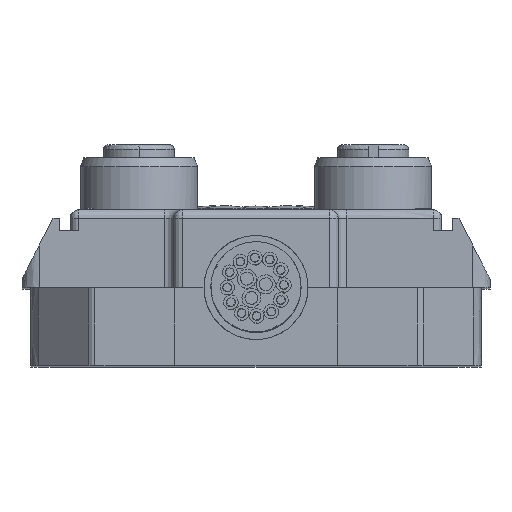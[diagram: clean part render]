
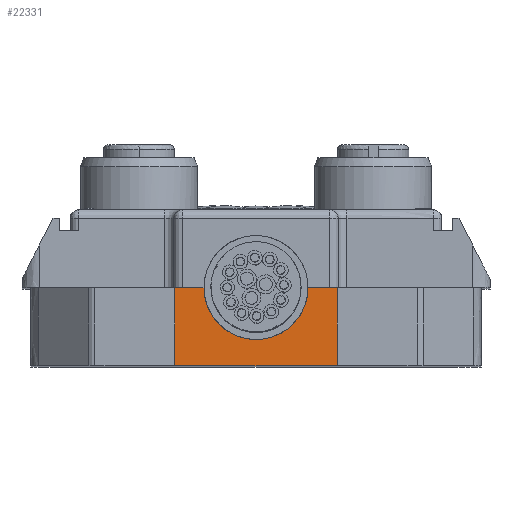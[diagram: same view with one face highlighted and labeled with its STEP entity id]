
A CAD part, top view. The second image highlights one B-rep face of the part: STEP entity #22331.
In plain terms, the highlighted free-form (B-spline) face has degree [1, 1] with [2, 2] control points.
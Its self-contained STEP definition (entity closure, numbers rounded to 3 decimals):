
#22279=CARTESIAN_POINT('',(-10.422,14.922,-25.05));
#22280=CARTESIAN_POINT('',(10.422,14.922,-25.05));
#22281=CARTESIAN_POINT('',(-10.422,-5.922,-25.05));
#22282=CARTESIAN_POINT('',(10.422,-5.922,-25.05));
#22283=B_SPLINE_SURFACE_WITH_KNOTS('',1,1,((#22279,#22280),(#22281,#22282)),.PLANE_SURF.,.F.,.F.,.U.,(2,2),(2,2),(0.,1.),(0.,1.),.UNSPECIFIED.);
#22284=CARTESIAN_POINT('',(-9.4,9.,-25.05));
#22285=VERTEX_POINT('',#22284);
#22286=CARTESIAN_POINT('',(-9.4,0.,-25.05));
#22287=VERTEX_POINT('',#22286);
#22288=CARTESIAN_POINT('',(-9.4,9.,-25.05));
#22289=CARTESIAN_POINT('',(-9.4,0.,-25.05));
#22290=B_SPLINE_CURVE_WITH_KNOTS('',1,(#22288,#22289),.POLYLINE_FORM.,.F.,.U.,(2,2),(0.,1.),.UNSPECIFIED.);
#22291=EDGE_CURVE('',#22285,#22287,#22290,.T.);
#22292=ORIENTED_EDGE('',*,*,#22291,.T.);
#22293=CARTESIAN_POINT('',(9.4,0.,-25.05));
#22294=VERTEX_POINT('',#22293);
#22295=CARTESIAN_POINT('',(-9.4,0.,-25.05));
#22296=CARTESIAN_POINT('',(9.4,0.,-25.05));
#22297=B_SPLINE_CURVE_WITH_KNOTS('',1,(#22295,#22296),.POLYLINE_FORM.,.F.,.U.,(2,2),(0.,1.),.UNSPECIFIED.);
#22298=EDGE_CURVE('',#22287,#22294,#22297,.T.);
#22299=ORIENTED_EDGE('',*,*,#22298,.T.);
#22300=CARTESIAN_POINT('',(9.4,9.,-25.05));
#22301=VERTEX_POINT('',#22300);
#22302=CARTESIAN_POINT('',(9.4,0.,-25.05));
#22303=CARTESIAN_POINT('',(9.4,9.,-25.05));
#22304=B_SPLINE_CURVE_WITH_KNOTS('',1,(#22302,#22303),.POLYLINE_FORM.,.F.,.U.,(2,2),(0.,1.),.UNSPECIFIED.);
#22305=EDGE_CURVE('',#22294,#22301,#22304,.T.);
#22306=ORIENTED_EDGE('',*,*,#22305,.T.);
#22307=CARTESIAN_POINT('',(6.,9.,-25.05));
#22308=VERTEX_POINT('',#22307);
#22309=CARTESIAN_POINT('',(9.4,9.,-25.05));
#22310=CARTESIAN_POINT('',(6.,9.,-25.05));
#22311=B_SPLINE_CURVE_WITH_KNOTS('',1,(#22309,#22310),.POLYLINE_FORM.,.F.,.U.,(2,2),(0.,1.),.UNSPECIFIED.);
#22312=EDGE_CURVE('',#22301,#22308,#22311,.T.);
#22313=ORIENTED_EDGE('',*,*,#22312,.T.);
#22314=CARTESIAN_POINT('',(-6.,9.,-25.05));
#22315=VERTEX_POINT('',#22314);
#22316=CARTESIAN_POINT('',(6.,9.,-25.05));
#22317=CARTESIAN_POINT('',(6.,3.,-25.05));
#22318=CARTESIAN_POINT('',(0.,3.,-25.05));
#22319=CARTESIAN_POINT('',(-6.,3.,-25.05));
#22320=CARTESIAN_POINT('',(-6.,9.,-25.05));
#22321=(BOUNDED_CURVE()B_SPLINE_CURVE(2,(#22316,#22317,#22318,#22319,#22320),.CIRCULAR_ARC.,.F.,.U.)B_SPLINE_CURVE_WITH_KNOTS((3,2,3),(0.,0.5,1.),.UNSPECIFIED.)CURVE()GEOMETRIC_REPRESENTATION_ITEM()RATIONAL_B_SPLINE_CURVE((1.,0.707,1.,0.707,1.))REPRESENTATION_ITEM(''));
#22322=EDGE_CURVE('',#22308,#22315,#22321,.T.);
#22323=ORIENTED_EDGE('',*,*,#22322,.T.);
#22324=CARTESIAN_POINT('',(-6.,9.,-25.05));
#22325=CARTESIAN_POINT('',(-9.4,9.,-25.05));
#22326=B_SPLINE_CURVE_WITH_KNOTS('',1,(#22324,#22325),.POLYLINE_FORM.,.F.,.U.,(2,2),(0.,1.),.UNSPECIFIED.);
#22327=EDGE_CURVE('',#22315,#22285,#22326,.T.);
#22328=ORIENTED_EDGE('',*,*,#22327,.T.);
#22329=EDGE_LOOP('',(#22292,#22299,#22306,#22313,#22323,#22328));
#22330=FACE_OUTER_BOUND('',#22329,.T.);
#22331=ADVANCED_FACE('',(#22330),#22283,.T.);
